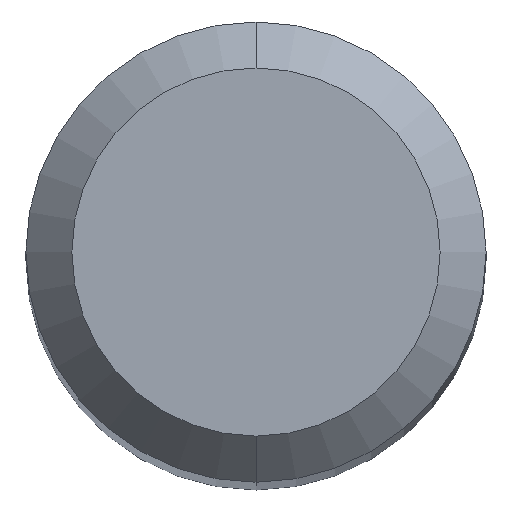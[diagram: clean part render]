
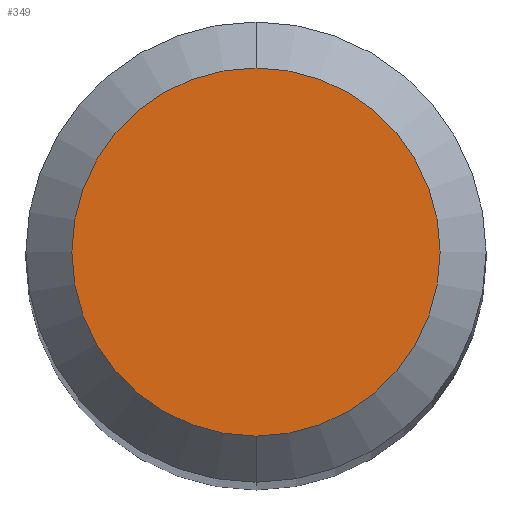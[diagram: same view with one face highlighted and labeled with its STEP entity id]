
A CAD part, top view. The second image highlights one B-rep face of the part: STEP entity #349.
In plain terms, the highlighted planar face has unit normal (0, 0, 1).
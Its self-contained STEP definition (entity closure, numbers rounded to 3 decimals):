
#317=VERTEX_POINT('',#642);
#335=VERTEX_POINT('',#661);
#349=ADVANCED_FACE('',(#675),#676,.T.);
#381=EDGE_CURVE('',#317,#335,#710,.T.);
#429=EDGE_CURVE('',#335,#317,#764,.T.);
#642=CARTESIAN_POINT('',(0.0,1.2,0.0));
#661=CARTESIAN_POINT('',(0.,-1.2,0.0));
#675=FACE_OUTER_BOUND('',#1186,.T.);
#676=PLANE('',#1187);
#710=CIRCLE('',#1272,1.2);
#764=CIRCLE('',#1368,1.2);
#1186=EDGE_LOOP('',(#1678,#1679));
#1187=AXIS2_PLACEMENT_3D('',#1680,#1681,#1682);
#1272=AXIS2_PLACEMENT_3D('',#1710,#1711,#1712);
#1368=AXIS2_PLACEMENT_3D('',#1771,#1772,#1773);
#1678=ORIENTED_EDGE('',*,*,#381,.F.);
#1679=ORIENTED_EDGE('',*,*,#429,.F.);
#1680=CARTESIAN_POINT('',(0.0,0.6,0.0));
#1681=DIRECTION('',(-0.0,0.0,1.0));
#1682=DIRECTION('',(0.0,-1.0,0.0));
#1710=CARTESIAN_POINT('',(0.0,0.0,0.0));
#1711=DIRECTION('',(0.0,0.0,-1.0));
#1712=DIRECTION('',(0.0,1.0,0.0));
#1771=CARTESIAN_POINT('',(0.0,0.0,0.0));
#1772=DIRECTION('',(0.0,0.0,-1.0));
#1773=DIRECTION('',(0.0,1.0,0.0));
